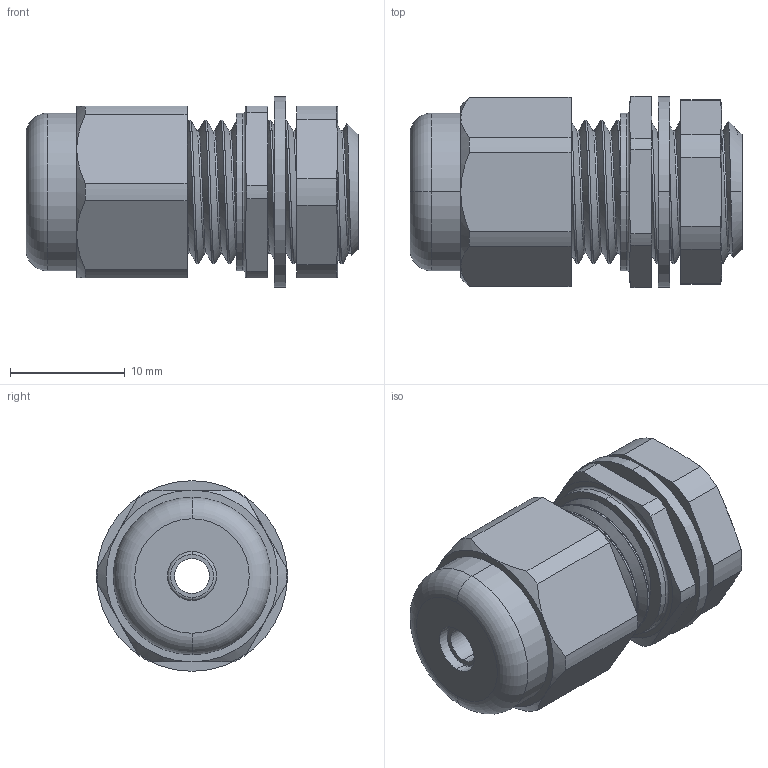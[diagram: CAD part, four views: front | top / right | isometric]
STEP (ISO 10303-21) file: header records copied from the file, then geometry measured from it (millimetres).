
FILE_DESCRIPTION (( 'STEP AP203' ), '1' );
FILE_NAME ('69915K47.step', '2017-07-17T15:49:55', ( '' ), ( '' ), 'SwSTEP 2.0', 'SolidWorks 2014', '' );
FILE_SCHEMA (( 'CONFIG_CONTROL_DESIGN' ));
Length unit declared in the file: inch
Products named in the file (1): 69915K47
Bounding box: 28.96 x 16.67 x 16.63 mm (x, y, z)
Volume: 4301.9 mm3; surface area: 3177.1 mm2
Topology: 4 solids, 4 shells, 130 faces, 316 edges, 202 vertices
Faces by surface type: cylinder 56, plane 34, cone 24, bspline 10, torus 6
Entity records: 10795 total; most frequent: CARTESIAN_POINT 7833, ORIENTED_EDGE 632, DIRECTION 574, EDGE_CURVE 316, AXIS2_PLACEMENT_3D 239, VERTEX_POINT 202, EDGE_LOOP 146, FACE_OUTER_BOUND 130
